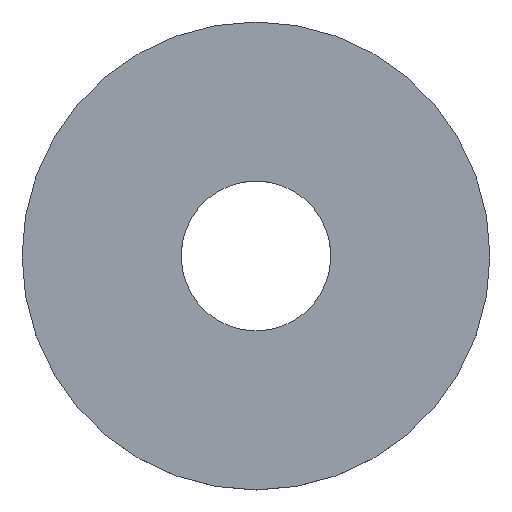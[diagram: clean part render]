
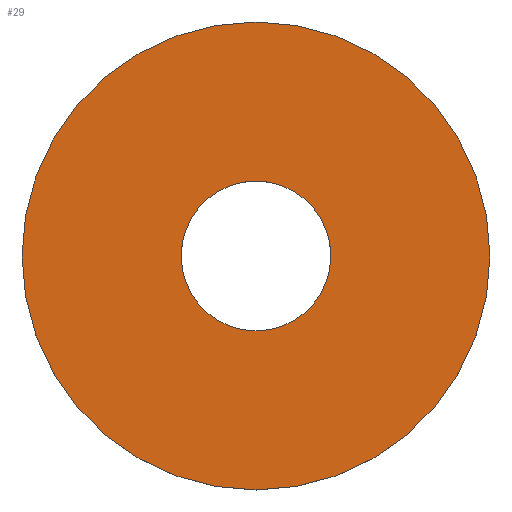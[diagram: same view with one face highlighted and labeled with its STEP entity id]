
A CAD part, top view. The second image highlights one B-rep face of the part: STEP entity #29.
In plain terms, the highlighted planar face has unit normal (0, 0, 1).
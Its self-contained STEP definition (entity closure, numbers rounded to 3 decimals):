
#16 = AXIS2_PLACEMENT_3D ( 'NONE', #125, #21, #139 ) ;
#19 = EDGE_LOOP ( 'NONE', ( #161 ) ) ;
#21 = DIRECTION ( 'NONE',  ( 0., 0., 1. ) ) ;
#23 = FACE_OUTER_BOUND ( 'NONE', #101, .T. ) ;
#29 = ADVANCED_FACE ( 'NONE', ( #105, #23 ), #138, .T. ) ;
#35 = CARTESIAN_POINT ( 'NONE',  ( 0., 0., 1.5 ) ) ;
#41 = EDGE_CURVE ( 'NONE', #116, #116, #145, .T. ) ;
#45 = CARTESIAN_POINT ( 'NONE',  ( 0., 12.5, 1.5 ) ) ;
#55 = AXIS2_PLACEMENT_3D ( 'NONE', #78, #63, #152 ) ;
#56 = EDGE_CURVE ( 'NONE', #103, #103, #144, .T. ) ;
#63 = DIRECTION ( 'NONE',  ( 0., 0., -1. ) ) ;
#78 = CARTESIAN_POINT ( 'NONE',  ( 0., 0., 1.5 ) ) ;
#85 = CARTESIAN_POINT ( 'NONE',  ( 0., 4., 1.5 ) ) ;
#86 = ORIENTED_EDGE ( 'NONE', *, *, #41, .F. ) ;
#101 = EDGE_LOOP ( 'NONE', ( #86 ) ) ;
#103 = VERTEX_POINT ( 'NONE', #85 ) ;
#105 = FACE_BOUND ( 'NONE', #19, .T. ) ;
#115 = DIRECTION ( 'NONE',  ( 0., 1., 0. ) ) ;
#116 = VERTEX_POINT ( 'NONE', #45 ) ;
#123 = AXIS2_PLACEMENT_3D ( 'NONE', #35, #136, #115 ) ;
#125 = CARTESIAN_POINT ( 'NONE',  ( 0., 4., 1.5 ) ) ;
#136 = DIRECTION ( 'NONE',  ( 0., 0., -1. ) ) ;
#138 = PLANE ( 'NONE',  #16 ) ;
#139 = DIRECTION ( 'NONE',  ( 0., -1., 0. ) ) ;
#144 = CIRCLE ( 'NONE', #55, 4. ) ;
#145 = CIRCLE ( 'NONE', #123, 12.5 ) ;
#152 = DIRECTION ( 'NONE',  ( 0., 1., 0. ) ) ;
#161 = ORIENTED_EDGE ( 'NONE', *, *, #56, .T. ) ;
